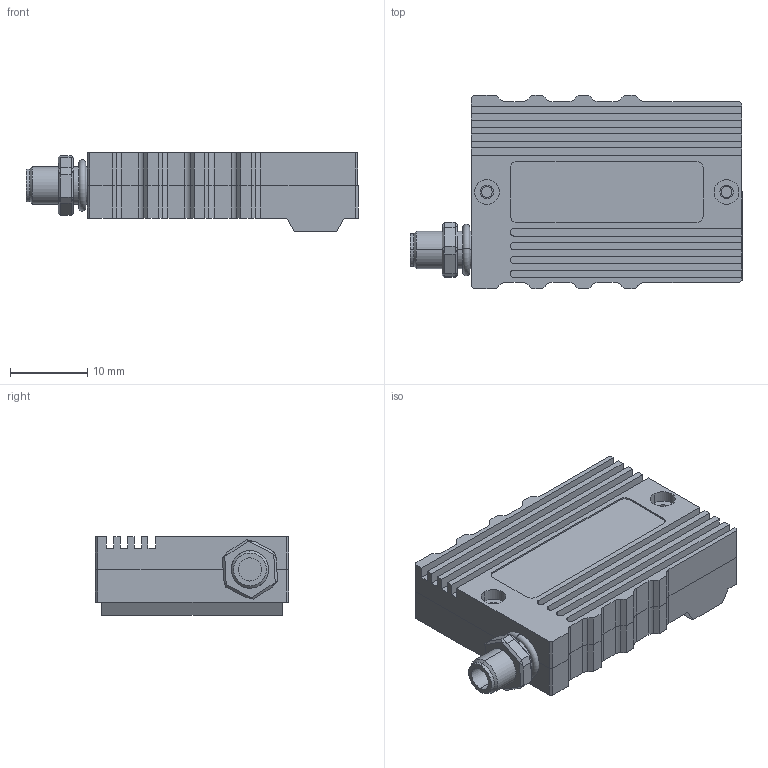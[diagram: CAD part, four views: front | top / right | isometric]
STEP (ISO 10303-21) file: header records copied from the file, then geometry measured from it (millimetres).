
FILE_DESCRIPTION (( 'STEP AP214' ), '1' );
FILE_NAME ('TR-1F.STEP', '2020-03-11T15:49:49', ( '' ), ( '' ), 'SwSTEP 2.0', 'SolidWorks 2019', '' );
FILE_SCHEMA (( 'AUTOMOTIVE_DESIGN' ));
Length unit declared in the file: millimetre
Products named in the file (10): MC_shield_3D; top1; bottom1; PCB; LED; PXMBNI05RPM04APC; PCB_SF1a; TR-1F; ring; nut
Assembly tree (11 placements, depth 2):
  TR-1F
    PCB
    PCB_SF1a
    MC_shield_3D
    bottom1
    PXMBNI05RPM04APC
    top1
    LED  x3
    ring
    nut
Bounding box: 42.95 x 25 x 10.2 mm (x, y, z)
Volume: 4295.9 mm3; surface area: 10036.1 mm2
Topology: 15 solids, 15 shells, 1124 faces, 3111 edges, 2020 vertices
Faces by surface type: plane 801, cylinder 291, cone 22, sphere 8, torus 2
Entity records: 39114 total; most frequent: CARTESIAN_POINT 6201, ORIENTED_EDGE 6150, DIRECTION 5937, EDGE_CURVE 3075, LINE 2465, VECTOR 2465, VERTEX_POINT 2000, AXIS2_PLACEMENT_3D 1736
